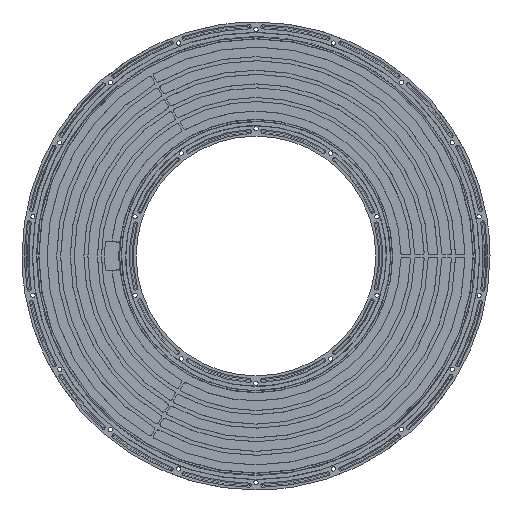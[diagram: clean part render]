
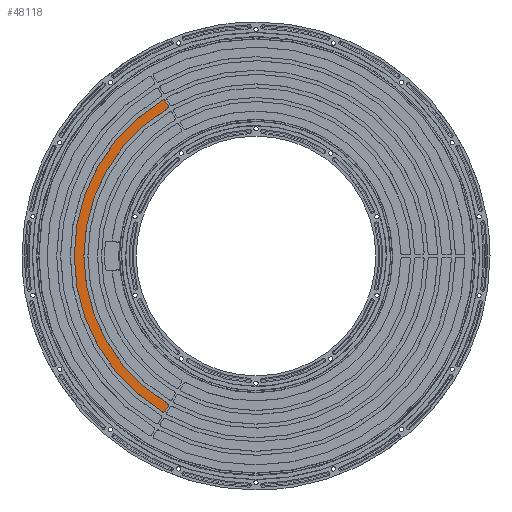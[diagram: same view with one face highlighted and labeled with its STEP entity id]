
A CAD part, front view. The second image highlights one B-rep face of the part: STEP entity #48118.
In plain terms, the highlighted planar face has unit normal (0, -1, 0).
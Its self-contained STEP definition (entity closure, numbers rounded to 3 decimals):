
#58 = CARTESIAN_POINT ( 'NONE',  ( -67.234, 2.7, -114.476 ) ) ;
#78 = EDGE_CURVE ( 'NONE', #1567, #868, #17858, .T. ) ;
#161 = CARTESIAN_POINT ( 'NONE',  ( -64.458, 2.7, 109.686 ) ) ;
#641 = ORIENTED_EDGE ( 'NONE', *, *, #78, .F. ) ;
#868 = VERTEX_POINT ( 'NONE', #50063 ) ;
#1486 = CARTESIAN_POINT ( 'NONE',  ( -64.651, 2.7, -108.94 ) ) ;
#1567 = VERTEX_POINT ( 'NONE', #19928 ) ;
#1983 = CARTESIAN_POINT ( 'NONE',  ( -68.29, 2.7, 114.64 ) ) ;
#3111 = VERTEX_POINT ( 'NONE', #21122 ) ;
#3837 = CARTESIAN_POINT ( 'NONE',  ( -48.691, 2.7, -82.761 ) ) ;
#4035 = CARTESIAN_POINT ( 'NONE',  ( -66.918, 2.7, -114.235 ) ) ;
#4141 = CARTESIAN_POINT ( 'NONE',  ( -64.511, 2.7, 110.07 ) ) ;
#5461 = CARTESIAN_POINT ( 'NONE',  ( -65.02, 2.7, -108.493 ) ) ;
#5646 = EDGE_CURVE ( 'NONE', #9044, #14854, #21060, .T. ) ;
#5693 = DIRECTION ( 'NONE',  ( 0., 1., 0. ) ) ;
#5964 = CARTESIAN_POINT ( 'NONE',  ( -68.663, 2.7, 114.507 ) ) ;
#8025 = CARTESIAN_POINT ( 'NONE',  ( -66.68, 2.7, -113.92 ) ) ;
#8129 = CARTESIAN_POINT ( 'NONE',  ( -64.662, 2.7, 110.425 ) ) ;
#8291 = CARTESIAN_POINT ( 'NONE',  ( -68.749, 2.7, -114.455 ) ) ;
#8395 = CARTESIAN_POINT ( 'NONE',  ( -65.187, 2.7, 108.392 ) ) ;
#8576 = B_SPLINE_CURVE_WITH_KNOTS ( 'NONE', 3,
 ( #8129, #24373, #40675, #4141, #20360, #36663, #161, #16368, #32676, #48928, #12366, #28651, #44938, #8395 ),
 .UNSPECIFIED., .F., .F.,
 ( 4, 2, 2, 2, 2, 2, 4 ),
 ( 0., 0., 0.001, 0.001, 0.001, 0.002, 0.002 ),
 .UNSPECIFIED. ) ;
#8889 = DIRECTION ( 'NONE',  ( 0., 0., -1. ) ) ;
#9044 = VERTEX_POINT ( 'NONE', #9599 ) ;
#9142 = DIRECTION ( 'NONE',  ( 0., 0., -1. ) ) ;
#9599 = CARTESIAN_POINT ( 'NONE',  ( -68.749, 2.7, 114.455 ) ) ;
#9697 = CARTESIAN_POINT ( 'NONE',  ( -64.662, 2.7, -110.425 ) ) ;
#10003 = CARTESIAN_POINT ( 'NONE',  ( -68.749, 2.7, -114.455 ) ) ;
#10202 = CARTESIAN_POINT ( 'NONE',  ( -66.915, 2.7, 114.245 ) ) ;
#10656 = AXIS2_PLACEMENT_3D ( 'NONE', #29160, #45436, #8889 ) ;
#11184 = VERTEX_POINT ( 'NONE', #38215 ) ;
#11421 = ORIENTED_EDGE ( 'NONE', *, *, #20438, .F. ) ;
#11948 = CARTESIAN_POINT ( 'NONE',  ( -81.995, 2.7, 140.446 ) ) ;
#12261 = CARTESIAN_POINT ( 'NONE',  ( -67.996, 2.7, -114.682 ) ) ;
#12366 = CARTESIAN_POINT ( 'NONE',  ( -64.643, 2.7, 108.936 ) ) ;
#12871 = PLANE ( 'NONE',  #10656 ) ;
#13211 = EDGE_CURVE ( 'NONE', #3111, #868, #40370, .T. ) ;
#13699 = CARTESIAN_POINT ( 'NONE',  ( -64.449, 2.7, -109.686 ) ) ;
#14196 = EDGE_LOOP ( 'NONE', ( #641, #25479, #11421, #17887, #28002, #24735, #47938, #33083 ) ) ;
#14197 = CARTESIAN_POINT ( 'NONE',  ( -67.698, 2.7, 114.647 ) ) ;
#14854 = VERTEX_POINT ( 'NONE', #46404 ) ;
#15901 = EDGE_CURVE ( 'NONE', #40933, #14854, #48507, .T. ) ;
#16260 = CARTESIAN_POINT ( 'NONE',  ( -67.412, 2.7, -114.562 ) ) ;
#16368 = CARTESIAN_POINT ( 'NONE',  ( -64.469, 2.7, 109.493 ) ) ;
#16598 = EDGE_CURVE ( 'NONE', #3111, #24239, #42480, .T. ) ;
#17694 = CARTESIAN_POINT ( 'NONE',  ( -64.567, 2.7, -109.114 ) ) ;
#17858 = B_SPLINE_CURVE_WITH_KNOTS ( 'NONE', 3,
 ( #29723, #5461, #21685, #37990, #1486, #17694, #34000, #50249, #13699, #29984, #46250, #9697 ),
 .UNSPECIFIED., .F., .F.,
 ( 4, 2, 2, 2, 2, 4 ),
 ( 0., 0.001, 0.001, 0.001, 0.002, 0.002 ),
 .UNSPECIFIED. ) ;
#17887 = ORIENTED_EDGE ( 'NONE', *, *, #15901, .T. ) ;
#18190 = CARTESIAN_POINT ( 'NONE',  ( -68.094, 2.7, 114.668 ) ) ;
#19928 = CARTESIAN_POINT ( 'NONE',  ( -65.187, 2.7, -108.392 ) ) ;
#20056 = DIRECTION ( 'NONE',  ( 0.5, 0., 0.866 ) ) ;
#20256 = CARTESIAN_POINT ( 'NONE',  ( -66.992, 2.7, -114.304 ) ) ;
#20360 = CARTESIAN_POINT ( 'NONE',  ( -64.488, 2.7, 109.974 ) ) ;
#20438 = EDGE_CURVE ( 'NONE', #40933, #11184, #8576, .T. ) ;
#21060 = B_SPLINE_CURVE_WITH_KNOTS ( 'NONE', 3,
 ( #42510, #5964, #22191, #38493, #1983, #18190, #34497, #50743, #14197, #30487, #46750, #10202, #26474, #42769 ),
 .UNSPECIFIED., .F., .F.,
 ( 4, 2, 2, 2, 2, 2, 4 ),
 ( 0., 0., 0.001, 0.001, 0.001, 0.002, 0.002 ),
 .UNSPECIFIED. ) ;
#21122 = CARTESIAN_POINT ( 'NONE',  ( -66.68, 2.7, -113.92 ) ) ;
#21657 = AXIS2_PLACEMENT_3D ( 'NONE', #42246, #5693, #21922 ) ;
#21685 = CARTESIAN_POINT ( 'NONE',  ( -64.875, 2.7, -108.624 ) ) ;
#21922 = DIRECTION ( 'NONE',  ( 0., 0., -1. ) ) ;
#22191 = CARTESIAN_POINT ( 'NONE',  ( -68.574, 2.7, 114.549 ) ) ;
#22817 = CARTESIAN_POINT ( 'NONE',  ( -64.662, 2.7, 110.425 ) ) ;
#24239 = VERTEX_POINT ( 'NONE', #10003 ) ;
#24262 = CARTESIAN_POINT ( 'NONE',  ( -66.73, 2.7, -114.007 ) ) ;
#24282 = AXIS2_PLACEMENT_3D ( 'NONE', #29421, #45694, #9142 ) ;
#24373 = CARTESIAN_POINT ( 'NONE',  ( -64.613, 2.7, 110.34 ) ) ;
#24735 = ORIENTED_EDGE ( 'NONE', *, *, #48182, .F. ) ;
#25479 = ORIENTED_EDGE ( 'NONE', *, *, #45521, .T. ) ;
#26474 = CARTESIAN_POINT ( 'NONE',  ( -66.78, 2.7, 114.093 ) ) ;
#27982 = VECTOR ( 'NONE', #20056, 1000. ) ;
#28002 = ORIENTED_EDGE ( 'NONE', *, *, #5646, .F. ) ;
#28233 = DIRECTION ( 'NONE',  ( -0.5, 0., 0.866 ) ) ;
#28547 = CARTESIAN_POINT ( 'NONE',  ( -68.386, 2.7, -114.626 ) ) ;
#28651 = CARTESIAN_POINT ( 'NONE',  ( -64.873, 2.7, 108.626 ) ) ;
#29160 = CARTESIAN_POINT ( 'NONE',  ( 0., 2.7, 0. ) ) ;
#29421 = CARTESIAN_POINT ( 'NONE',  ( 0., 2.7, 0. ) ) ;
#29723 = CARTESIAN_POINT ( 'NONE',  ( -65.187, 2.7, -108.392 ) ) ;
#29984 = CARTESIAN_POINT ( 'NONE',  ( -64.501, 2.7, -110.068 ) ) ;
#30487 = CARTESIAN_POINT ( 'NONE',  ( -67.412, 2.7, 114.573 ) ) ;
#32572 = CARTESIAN_POINT ( 'NONE',  ( -67.506, 2.7, -114.597 ) ) ;
#32676 = CARTESIAN_POINT ( 'NONE',  ( -64.485, 2.7, 109.395 ) ) ;
#33083 = ORIENTED_EDGE ( 'NONE', *, *, #13211, .T. ) ;
#34000 = CARTESIAN_POINT ( 'NONE',  ( -64.533, 2.7, -109.207 ) ) ;
#34497 = CARTESIAN_POINT ( 'NONE',  ( -67.996, 2.7, 114.673 ) ) ;
#36561 = CARTESIAN_POINT ( 'NONE',  ( -67.15, 2.7, -114.424 ) ) ;
#36663 = CARTESIAN_POINT ( 'NONE',  ( -64.462, 2.7, 109.782 ) ) ;
#37990 = CARTESIAN_POINT ( 'NONE',  ( -64.701, 2.7, -108.858 ) ) ;
#38215 = CARTESIAN_POINT ( 'NONE',  ( -65.187, 2.7, 108.392 ) ) ;
#38385 = VECTOR ( 'NONE', #28233, 1000. ) ;
#38493 = CARTESIAN_POINT ( 'NONE',  ( -68.388, 2.7, 114.615 ) ) ;
#40370 = LINE ( 'NONE', #3837, #27982 ) ;
#40572 = CARTESIAN_POINT ( 'NONE',  ( -66.788, 2.7, -114.087 ) ) ;
#40675 = CARTESIAN_POINT ( 'NONE',  ( -64.573, 2.7, 110.252 ) ) ;
#40933 = VERTEX_POINT ( 'NONE', #22817 ) ;
#42246 = CARTESIAN_POINT ( 'NONE',  ( 0., 2.7, 0. ) ) ;
#42480 = B_SPLINE_CURVE_WITH_KNOTS ( 'NONE', 3,
 ( #8025, #24262, #40572, #4035, #20256, #36561, #58, #16260, #32572, #48825, #12261, #28547, #44834, #8291 ),
 .UNSPECIFIED., .F., .F.,
 ( 4, 2, 2, 2, 2, 2, 4 ),
 ( 0., 0., 0.001, 0.001, 0.001, 0.002, 0.002 ),
 .UNSPECIFIED. ) ;
#42510 = CARTESIAN_POINT ( 'NONE',  ( -68.749, 2.7, 114.455 ) ) ;
#42769 = CARTESIAN_POINT ( 'NONE',  ( -66.68, 2.7, 113.92 ) ) ;
#44685 = CIRCLE ( 'NONE', #21657, 126.484 ) ;
#44834 = CARTESIAN_POINT ( 'NONE',  ( -68.578, 2.7, -114.558 ) ) ;
#44938 = CARTESIAN_POINT ( 'NONE',  ( -65.02, 2.7, 108.493 ) ) ;
#45436 = DIRECTION ( 'NONE',  ( 0., -1., 0. ) ) ;
#45521 = EDGE_CURVE ( 'NONE', #1567, #11184, #44685, .T. ) ;
#45694 = DIRECTION ( 'NONE',  ( 0., 1., 0. ) ) ;
#46250 = CARTESIAN_POINT ( 'NONE',  ( -64.564, 2.7, -110.256 ) ) ;
#46404 = CARTESIAN_POINT ( 'NONE',  ( -66.68, 2.7, 113.92 ) ) ;
#46750 = CARTESIAN_POINT ( 'NONE',  ( -67.229, 2.7, 114.484 ) ) ;
#47301 = CIRCLE ( 'NONE', #24282, 133.516 ) ;
#47938 = ORIENTED_EDGE ( 'NONE', *, *, #16598, .F. ) ;
#48118 = ADVANCED_FACE ( 'NONE', ( #49428 ), #12871, .T. ) ;
#48182 = EDGE_CURVE ( 'NONE', #24239, #9044, #47301, .T. ) ;
#48507 = LINE ( 'NONE', #11948, #38385 ) ;
#48825 = CARTESIAN_POINT ( 'NONE',  ( -67.793, 2.7, -114.671 ) ) ;
#48928 = CARTESIAN_POINT ( 'NONE',  ( -64.557, 2.7, 109.115 ) ) ;
#49428 = FACE_OUTER_BOUND ( 'NONE', #14196, .T. ) ;
#50063 = CARTESIAN_POINT ( 'NONE',  ( -64.662, 2.7, -110.425 ) ) ;
#50249 = CARTESIAN_POINT ( 'NONE',  ( -64.461, 2.7, -109.488 ) ) ;
#50743 = CARTESIAN_POINT ( 'NONE',  ( -67.798, 2.7, 114.662 ) ) ;
